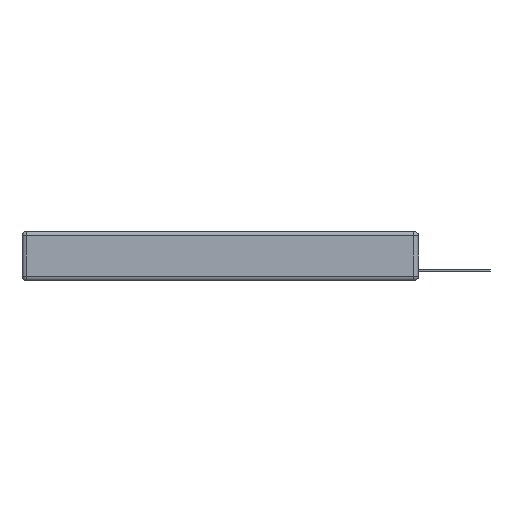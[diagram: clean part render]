
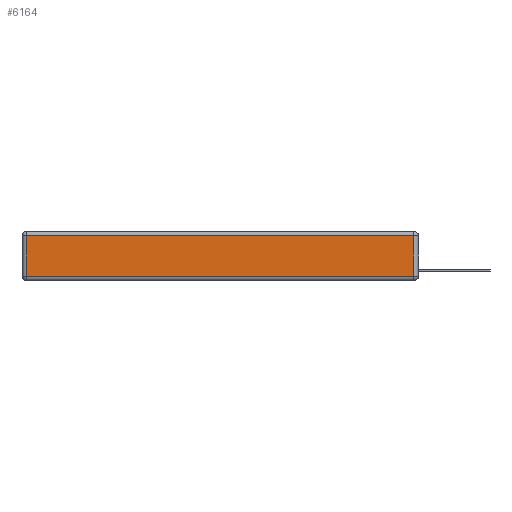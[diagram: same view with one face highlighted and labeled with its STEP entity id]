
A CAD part, left-side view. The second image highlights one B-rep face of the part: STEP entity #6164.
In plain terms, the highlighted planar face has unit normal (-1, 0, 0).
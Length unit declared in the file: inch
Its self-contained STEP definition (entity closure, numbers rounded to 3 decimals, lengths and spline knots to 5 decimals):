
#397 = VECTOR ( 'NONE', #13893, 39.37008 ) ;
#463 = CARTESIAN_POINT ( 'NONE',  ( 0., 2.75, -0.03 ) ) ;
#758 = FACE_OUTER_BOUND ( 'NONE', #9834, .T. ) ;
#1020 = LINE ( 'NONE', #14274, #10000 ) ;
#1237 = VERTEX_POINT ( 'NONE', #9564 ) ;
#1880 = ORIENTED_EDGE ( 'NONE', *, *, #11426, .T. ) ;
#1973 = PLANE ( 'NONE',  #9820 ) ;
#2798 = VECTOR ( 'NONE', #4943, 39.37008 ) ;
#3062 = LINE ( 'NONE', #15537, #9552 ) ;
#3896 = CARTESIAN_POINT ( 'NONE',  ( 0., 0.03, -0.03 ) ) ;
#4127 = CARTESIAN_POINT ( 'NONE',  ( 0., 2.72, -0.03 ) ) ;
#4342 = VERTEX_POINT ( 'NONE', #3896 ) ;
#4415 = EDGE_CURVE ( 'NONE', #5817, #1237, #3062, .T. ) ;
#4943 = DIRECTION ( 'NONE',  ( 0., 0., 1. ) ) ;
#5817 = VERTEX_POINT ( 'NONE', #10605 ) ;
#5883 = ORIENTED_EDGE ( 'NONE', *, *, #4415, .T. ) ;
#6164 = ADVANCED_FACE ( 'NONE', ( #758 ), #1973, .T. ) ;
#8572 = ORIENTED_EDGE ( 'NONE', *, *, #10434, .T. ) ;
#9031 = LINE ( 'NONE', #463, #397 ) ;
#9499 = VERTEX_POINT ( 'NONE', #4127 ) ;
#9552 = VECTOR ( 'NONE', #10497, 39.37008 ) ;
#9564 = CARTESIAN_POINT ( 'NONE',  ( 0., 0.03, -0.313 ) ) ;
#9800 = CARTESIAN_POINT ( 'NONE',  ( 0., 0.03, -0.343 ) ) ;
#9820 = AXIS2_PLACEMENT_3D ( 'NONE', #13203, #14514, #10944 ) ;
#9834 = EDGE_LOOP ( 'NONE', ( #5883, #1880, #15882, #8572 ) ) ;
#9835 = EDGE_CURVE ( 'NONE', #4342, #9499, #9031, .T. ) ;
#10000 = VECTOR ( 'NONE', #13137, 39.37008 ) ;
#10434 = EDGE_CURVE ( 'NONE', #9499, #5817, #1020, .T. ) ;
#10497 = DIRECTION ( 'NONE',  ( 0., -1., 0. ) ) ;
#10605 = CARTESIAN_POINT ( 'NONE',  ( 0., 2.72, -0.313 ) ) ;
#10944 = DIRECTION ( 'NONE',  ( 0., 0., 1. ) ) ;
#11426 = EDGE_CURVE ( 'NONE', #1237, #4342, #13011, .T. ) ;
#13011 = LINE ( 'NONE', #9800, #2798 ) ;
#13137 = DIRECTION ( 'NONE',  ( 0., 0., -1. ) ) ;
#13203 = CARTESIAN_POINT ( 'NONE',  ( 0., 0., -0.343 ) ) ;
#13893 = DIRECTION ( 'NONE',  ( 0., 1., 0. ) ) ;
#14274 = CARTESIAN_POINT ( 'NONE',  ( 0., 2.72, -0.343 ) ) ;
#14514 = DIRECTION ( 'NONE',  ( -1., 0., 0. ) ) ;
#15537 = CARTESIAN_POINT ( 'NONE',  ( 0., 0., -0.313 ) ) ;
#15882 = ORIENTED_EDGE ( 'NONE', *, *, #9835, .T. ) ;
